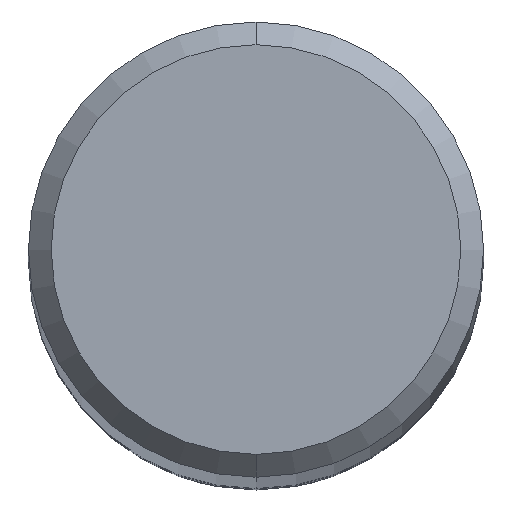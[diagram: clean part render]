
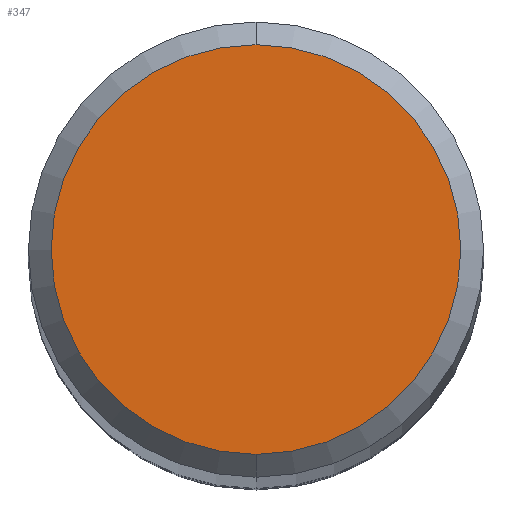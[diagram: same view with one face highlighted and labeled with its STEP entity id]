
A CAD part, top view. The second image highlights one B-rep face of the part: STEP entity #347.
In plain terms, the highlighted planar face has unit normal (0, 0, 1).
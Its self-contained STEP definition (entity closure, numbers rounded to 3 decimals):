
#191=VERTEX_POINT('',#494);
#223=EDGE_CURVE('',#191,#401,#530,.T.);
#347=ADVANCED_FACE('',(#668),#669,.T.);
#369=EDGE_CURVE('',#401,#191,#695,.T.);
#401=VERTEX_POINT('',#729);
#494=CARTESIAN_POINT('',(0.0,5.4,0.0));
#530=CIRCLE('',#964,5.4);
#668=FACE_OUTER_BOUND('',#1196,.T.);
#669=PLANE('',#1197);
#695=CIRCLE('',#1295,5.4);
#729=CARTESIAN_POINT('',(0.,-5.4,0.0));
#964=AXIS2_PLACEMENT_3D('',#1551,#1552,#1553);
#1196=EDGE_LOOP('',(#1703,#1704));
#1197=AXIS2_PLACEMENT_3D('',#1705,#1706,#1707);
#1295=AXIS2_PLACEMENT_3D('',#1735,#1736,#1737);
#1551=CARTESIAN_POINT('',(0.0,0.0,0.0));
#1552=DIRECTION('',(0.0,0.0,-1.0));
#1553=DIRECTION('',(0.0,1.0,0.0));
#1703=ORIENTED_EDGE('',*,*,#223,.F.);
#1704=ORIENTED_EDGE('',*,*,#369,.F.);
#1705=CARTESIAN_POINT('',(0.0,2.7,0.0));
#1706=DIRECTION('',(-0.0,0.0,1.0));
#1707=DIRECTION('',(0.0,-1.0,0.0));
#1735=CARTESIAN_POINT('',(0.0,0.0,0.0));
#1736=DIRECTION('',(0.0,0.0,-1.0));
#1737=DIRECTION('',(0.0,1.0,0.0));
